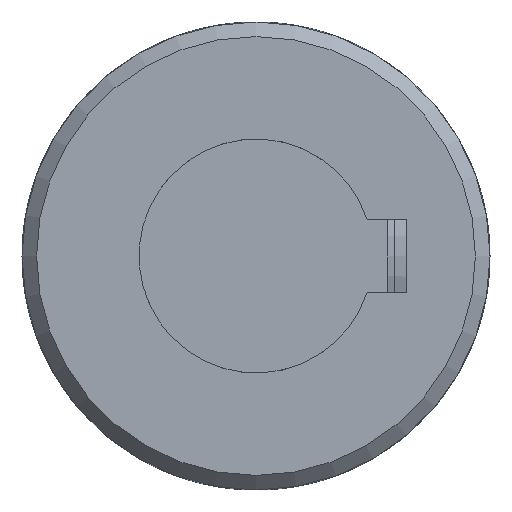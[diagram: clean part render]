
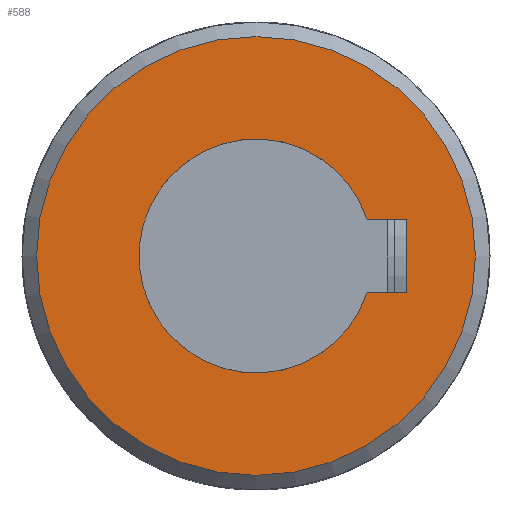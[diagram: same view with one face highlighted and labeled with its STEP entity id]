
A CAD part, left-side view. The second image highlights one B-rep face of the part: STEP entity #588.
In plain terms, the highlighted planar face has unit normal (-1, 0, 0).
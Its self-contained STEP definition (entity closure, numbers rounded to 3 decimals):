
#588 = ADVANCED_FACE( '', ( #1175, #1176 ), #1177, .T. );
#1175 = FACE_BOUND( '', #1757, .T. );
#1176 = FACE_OUTER_BOUND( '', #1758, .T. );
#1177 = PLANE( '', #1759 );
#1757 = EDGE_LOOP( '', ( #3137, #3138, #3139, #3140 ) );
#1758 = EDGE_LOOP( '', ( #3141 ) );
#1759 = AXIS2_PLACEMENT_3D( '', #3142, #3143, #3144 );
#3137 = ORIENTED_EDGE( '', *, *, #3824, .T. );
#3138 = ORIENTED_EDGE( '', *, *, #3732, .T. );
#3139 = ORIENTED_EDGE( '', *, *, #3639, .T. );
#3140 = ORIENTED_EDGE( '', *, *, #3908, .T. );
#3141 = ORIENTED_EDGE( '', *, *, #3816, .F. );
#3142 = CARTESIAN_POINT( '', ( 0., 15., 0. ) );
#3143 = DIRECTION( '', ( -1., 0., 0. ) );
#3144 = DIRECTION( '', ( 0., 0., 1. ) );
#3639 = EDGE_CURVE( '', #4418, #4416, #4419, .T. );
#3732 = EDGE_CURVE( '', #4551, #4418, #4552, .T. );
#3816 = EDGE_CURVE( '', #4665, #4665, #4666, .T. );
#3824 = EDGE_CURVE( '', #4675, #4551, #4676, .T. );
#3908 = EDGE_CURVE( '', #4416, #4675, #4776, .T. );
#4416 = VERTEX_POINT( '', #5421 );
#4418 = VERTEX_POINT( '', #5424 );
#4419 = LINE( '', #5425, #5426 );
#4551 = VERTEX_POINT( '', #5697 );
#4552 = CIRCLE( '', #5698, 8. );
#4665 = VERTEX_POINT( '', #6227 );
#4666 = CIRCLE( '', #6228, 15. );
#4675 = VERTEX_POINT( '', #6238 );
#4676 = LINE( '', #6239, #6240 );
#4776 = LINE( '', #6874, #6875 );
#5421 = CARTESIAN_POINT( '', ( 0., -2.5, -10.3 ) );
#5424 = CARTESIAN_POINT( '', ( 0., -2.5, -7.599 ) );
#5425 = CARTESIAN_POINT( '', ( 0., -2.5, 0. ) );
#5426 = VECTOR( '', #7348, 1000. );
#5697 = CARTESIAN_POINT( '', ( 0., 2.5, -7.599 ) );
#5698 = AXIS2_PLACEMENT_3D( '', #7470, #7471, #7472 );
#6227 = CARTESIAN_POINT( '', ( 0., 0., -15. ) );
#6228 = AXIS2_PLACEMENT_3D( '', #7573, #7574, #7575 );
#6238 = CARTESIAN_POINT( '', ( 0., 2.5, -10.3 ) );
#6239 = CARTESIAN_POINT( '', ( 0., 2.5, -10.3 ) );
#6240 = VECTOR( '', #7580, 1000. );
#6874 = CARTESIAN_POINT( '', ( 0., -2.5, -10.3 ) );
#6875 = VECTOR( '', #7631, 1000. );
#7348 = DIRECTION( '', ( 0., 0., -1. ) );
#7470 = CARTESIAN_POINT( '', ( 0., 0., 0. ) );
#7471 = DIRECTION( '', ( 1., 0., 0. ) );
#7472 = DIRECTION( '', ( 0., 0., -1. ) );
#7573 = CARTESIAN_POINT( '', ( 0., 0., 0. ) );
#7574 = DIRECTION( '', ( 1., 0., 0. ) );
#7575 = DIRECTION( '', ( 0., 0., -1. ) );
#7580 = DIRECTION( '', ( 0., 0., 1. ) );
#7631 = DIRECTION( '', ( 0., 1., 0. ) );
